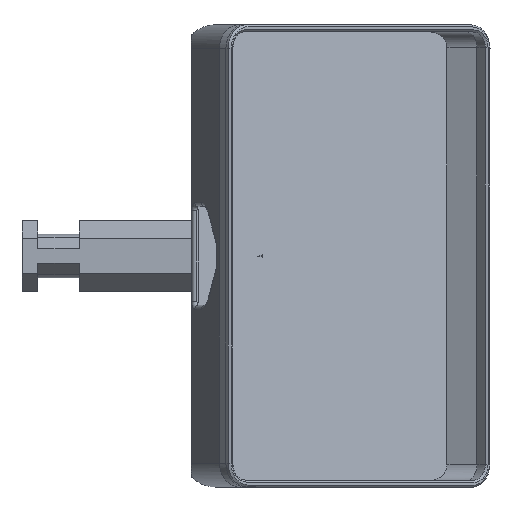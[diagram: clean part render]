
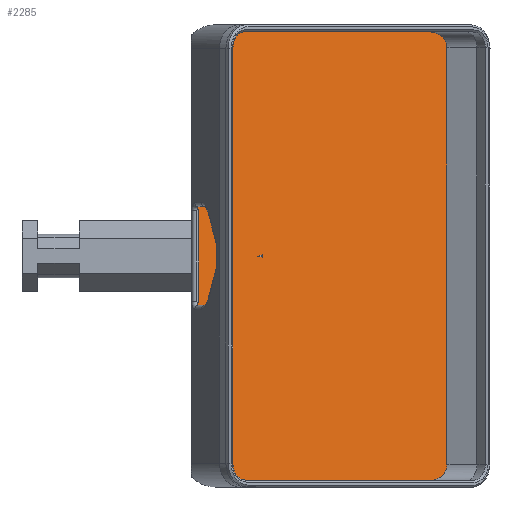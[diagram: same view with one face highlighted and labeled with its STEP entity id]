
A CAD part, top view. The second image highlights one B-rep face of the part: STEP entity #2285.
In plain terms, the highlighted planar face has unit normal (0.5, 0, 0.866).
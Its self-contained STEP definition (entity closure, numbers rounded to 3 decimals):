
#31=FACE_BOUND('',#339,.T.);
#37=B_SPLINE_CURVE_WITH_KNOTS('',3,(#3527,#3528,#3529,#3530,#3531,#3532,
#3533,#3534),.UNSPECIFIED.,.F.,.F.,(4,2,2,4),(0.507,0.587,
0.629,0.634),.UNSPECIFIED.);
#38=B_SPLINE_CURVE_WITH_KNOTS('',3,(#3542,#3543,#3544,#3545,#3546,#3547,
#3548,#3549),.UNSPECIFIED.,.F.,.F.,(4,2,2,4),(0.721,0.726,
0.768,0.848),.UNSPECIFIED.);
#49=ELLIPSE('',#2446,4.944,4.);
#50=ELLIPSE('',#2447,4.944,4.);
#51=ELLIPSE('',#2448,4.039,4.);
#52=ELLIPSE('',#2449,7.185,1.);
#53=ELLIPSE('',#2450,7.185,1.);
#54=ELLIPSE('',#2451,4.039,4.);
#125=PLANE('',#2445);
#206=FACE_OUTER_BOUND('',#338,.T.);
#338=EDGE_LOOP('',(#1756,#1757,#1758,#1759,#1760,#1761,#1762,#1763,#1764,
#1765,#1766,#1767,#1768,#1769));
#339=EDGE_LOOP('',(#1770,#1771,#1772));
#540=LINE('',#3517,#786);
#541=LINE('',#3521,#787);
#542=LINE('',#3525,#788);
#543=LINE('',#3538,#789);
#544=LINE('',#3551,#790);
#545=LINE('',#3554,#791);
#546=LINE('',#3557,#792);
#547=LINE('',#3559,#793);
#548=LINE('',#3560,#794);
#786=VECTOR('',#2826,10.);
#787=VECTOR('',#2829,10.);
#788=VECTOR('',#2832,10.);
#789=VECTOR('',#2835,10.);
#790=VECTOR('',#2838,10.);
#791=VECTOR('',#2841,10.);
#792=VECTOR('',#2842,10.);
#793=VECTOR('',#2843,10.);
#794=VECTOR('',#2844,10.);
#1054=VERTEX_POINT('',#3513);
#1055=VERTEX_POINT('',#3514);
#1056=VERTEX_POINT('',#3516);
#1057=VERTEX_POINT('',#3518);
#1058=VERTEX_POINT('',#3520);
#1059=VERTEX_POINT('',#3522);
#1060=VERTEX_POINT('',#3524);
#1061=VERTEX_POINT('',#3526);
#1062=VERTEX_POINT('',#3535);
#1063=VERTEX_POINT('',#3537);
#1064=VERTEX_POINT('',#3539);
#1065=VERTEX_POINT('',#3541);
#1066=VERTEX_POINT('',#3550);
#1067=VERTEX_POINT('',#3552);
#1068=VERTEX_POINT('',#3555);
#1069=VERTEX_POINT('',#3556);
#1070=VERTEX_POINT('',#3558);
#1306=EDGE_CURVE('',#1054,#1055,#49,.T.);
#1307=EDGE_CURVE('',#1056,#1055,#540,.T.);
#1308=EDGE_CURVE('',#1056,#1057,#50,.T.);
#1309=EDGE_CURVE('',#1057,#1058,#541,.T.);
#1310=EDGE_CURVE('',#1058,#1059,#51,.T.);
#1311=EDGE_CURVE('',#1059,#1060,#542,.T.);
#1312=EDGE_CURVE('',#1061,#1060,#37,.F.);
#1313=EDGE_CURVE('',#1061,#1062,#52,.T.);
#1314=EDGE_CURVE('',#1062,#1063,#543,.T.);
#1315=EDGE_CURVE('',#1063,#1064,#53,.T.);
#1316=EDGE_CURVE('',#1064,#1065,#38,.T.);
#1317=EDGE_CURVE('',#1065,#1066,#544,.T.);
#1318=EDGE_CURVE('',#1066,#1067,#54,.T.);
#1319=EDGE_CURVE('',#1067,#1054,#545,.T.);
#1320=EDGE_CURVE('',#1068,#1069,#546,.T.);
#1321=EDGE_CURVE('',#1070,#1068,#547,.T.);
#1322=EDGE_CURVE('',#1069,#1070,#548,.T.);
#1756=ORIENTED_EDGE('',*,*,#1306,.T.);
#1757=ORIENTED_EDGE('',*,*,#1307,.F.);
#1758=ORIENTED_EDGE('',*,*,#1308,.T.);
#1759=ORIENTED_EDGE('',*,*,#1309,.T.);
#1760=ORIENTED_EDGE('',*,*,#1310,.T.);
#1761=ORIENTED_EDGE('',*,*,#1311,.T.);
#1762=ORIENTED_EDGE('',*,*,#1312,.F.);
#1763=ORIENTED_EDGE('',*,*,#1313,.T.);
#1764=ORIENTED_EDGE('',*,*,#1314,.T.);
#1765=ORIENTED_EDGE('',*,*,#1315,.T.);
#1766=ORIENTED_EDGE('',*,*,#1316,.T.);
#1767=ORIENTED_EDGE('',*,*,#1317,.T.);
#1768=ORIENTED_EDGE('',*,*,#1318,.T.);
#1769=ORIENTED_EDGE('',*,*,#1319,.T.);
#1770=ORIENTED_EDGE('',*,*,#1320,.F.);
#1771=ORIENTED_EDGE('',*,*,#1321,.F.);
#1772=ORIENTED_EDGE('',*,*,#1322,.F.);
#2285=ADVANCED_FACE('',(#206,#31),#125,.T.);
#2445=AXIS2_PLACEMENT_3D('',#3512,#2822,#2823);
#2446=AXIS2_PLACEMENT_3D('',#3515,#2824,#2825);
#2447=AXIS2_PLACEMENT_3D('',#3519,#2827,#2828);
#2448=AXIS2_PLACEMENT_3D('',#3523,#2830,#2831);
#2449=AXIS2_PLACEMENT_3D('',#3536,#2833,#2834);
#2450=AXIS2_PLACEMENT_3D('',#3540,#2836,#2837);
#2451=AXIS2_PLACEMENT_3D('',#3553,#2839,#2840);
#2822=DIRECTION('center_axis',(0.5,0.,0.866));
#2823=DIRECTION('ref_axis',(-0.866,0.,0.5));
#2824=DIRECTION('center_axis',(0.5,0.,0.866));
#2825=DIRECTION('ref_axis',(0.866,0.,-0.5));
#2826=DIRECTION('',(0.,-1.,0.));
#2827=DIRECTION('center_axis',(0.5,0.,0.866));
#2828=DIRECTION('ref_axis',(0.866,0.,-0.5));
#2829=DIRECTION('',(-0.866,0.,0.5));
#2830=DIRECTION('center_axis',(0.5,0.,0.866));
#2831=DIRECTION('ref_axis',(-0.866,0.,0.5));
#2832=DIRECTION('',(0.,-1.,0.));
#2833=DIRECTION('center_axis',(-0.5,0.,
-0.866));
#2834=DIRECTION('ref_axis',(0.866,0.,-0.5));
#2835=DIRECTION('',(0.,-1.,0.));
#2836=DIRECTION('center_axis',(-0.5,0.,
-0.866));
#2837=DIRECTION('ref_axis',(0.866,0.,-0.5));
#2838=DIRECTION('',(0.,-1.,0.));
#2839=DIRECTION('center_axis',(0.5,0.,0.866));
#2840=DIRECTION('ref_axis',(-0.866,0.,0.5));
#2841=DIRECTION('',(0.866,0.,-0.5));
#2842=DIRECTION('',(0.,1.,0.));
#2843=DIRECTION('',(0.832,-0.277,-0.48));
#2844=DIRECTION('',(-0.832,-0.277,0.48));
#3512=CARTESIAN_POINT('Origin',(14.536,0.,1.681));
#3513=CARTESIAN_POINT('',(10.254,-56.75,4.153));
#3514=CARTESIAN_POINT('',(14.536,-52.75,1.681));
#3515=CARTESIAN_POINT('Origin',(10.254,-52.75,4.153));
#3516=CARTESIAN_POINT('',(14.536,52.75,1.681));
#3517=CARTESIAN_POINT('',(14.536,0.,1.681));
#3518=CARTESIAN_POINT('',(10.254,56.75,4.153));
#3519=CARTESIAN_POINT('Origin',(10.254,52.75,4.153));
#3520=CARTESIAN_POINT('',(-44.758,56.75,35.915));
#3521=CARTESIAN_POINT('',(16.874,56.75,0.331));
#3522=CARTESIAN_POINT('',(-48.257,52.75,37.934));
#3523=CARTESIAN_POINT('Origin',(-44.758,52.75,35.915));
#3524=CARTESIAN_POINT('',(-48.257,13.075,37.934));
#3525=CARTESIAN_POINT('',(-48.257,0.,37.934));
#3526=CARTESIAN_POINT('',(-48.694,11.868,38.187));
#3527=CARTESIAN_POINT('Ctrl Pts',(-48.257,13.075,37.934));
#3528=CARTESIAN_POINT('Ctrl Pts',(-48.257,12.811,37.934));
#3529=CARTESIAN_POINT('Ctrl Pts',(-48.337,12.507,37.981));
#3530=CARTESIAN_POINT('Ctrl Pts',(-48.508,12.152,38.079));
#3531=CARTESIAN_POINT('Ctrl Pts',(-48.591,12.013,38.128));
#3532=CARTESIAN_POINT('Ctrl Pts',(-48.676,11.892,38.177));
#3533=CARTESIAN_POINT('Ctrl Pts',(-48.685,11.88,38.182));
#3534=CARTESIAN_POINT('Ctrl Pts',(-48.694,11.868,38.187));
#3535=CARTESIAN_POINT('',(-48.257,11.5,37.934));
#3536=CARTESIAN_POINT('Origin',(-54.479,11.5,41.527));
#3537=CARTESIAN_POINT('',(-48.257,-11.5,37.934));
#3538=CARTESIAN_POINT('',(-48.257,0.,37.934));
#3539=CARTESIAN_POINT('',(-48.694,-11.868,38.187));
#3540=CARTESIAN_POINT('Origin',(-54.479,-11.5,41.527));
#3541=CARTESIAN_POINT('',(-48.257,-13.075,37.934));
#3542=CARTESIAN_POINT('Ctrl Pts',(-48.694,-11.868,38.187));
#3543=CARTESIAN_POINT('Ctrl Pts',(-48.685,-11.88,38.182));
#3544=CARTESIAN_POINT('Ctrl Pts',(-48.676,-11.892,38.177));
#3545=CARTESIAN_POINT('Ctrl Pts',(-48.591,-12.013,38.128));
#3546=CARTESIAN_POINT('Ctrl Pts',(-48.508,-12.152,38.079));
#3547=CARTESIAN_POINT('Ctrl Pts',(-48.337,-12.507,37.981));
#3548=CARTESIAN_POINT('Ctrl Pts',(-48.257,-12.811,37.934));
#3549=CARTESIAN_POINT('Ctrl Pts',(-48.257,-13.075,37.934));
#3550=CARTESIAN_POINT('',(-48.257,-52.75,37.934));
#3551=CARTESIAN_POINT('',(-48.257,0.,37.934));
#3552=CARTESIAN_POINT('',(-44.758,-56.75,35.915));
#3553=CARTESIAN_POINT('Origin',(-44.758,-52.75,35.915));
#3554=CARTESIAN_POINT('',(-17.683,-56.75,20.283));
#3555=CARTESIAN_POINT('',(-32.136,-0.321,28.627));
#3556=CARTESIAN_POINT('',(-32.136,0.321,28.627));
#3557=CARTESIAN_POINT('',(-32.136,0.,28.627));
#3558=CARTESIAN_POINT('',(-33.098,0.,29.183));
#3559=CARTESIAN_POINT('',(-16.851,-5.416,19.802));
#3560=CARTESIAN_POINT('',(-14.774,6.108,18.603));
